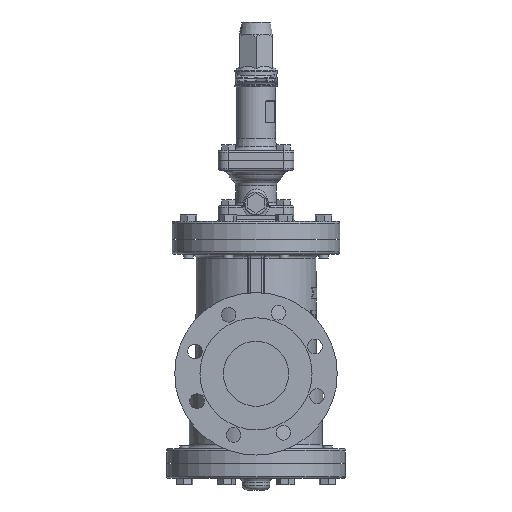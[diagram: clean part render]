
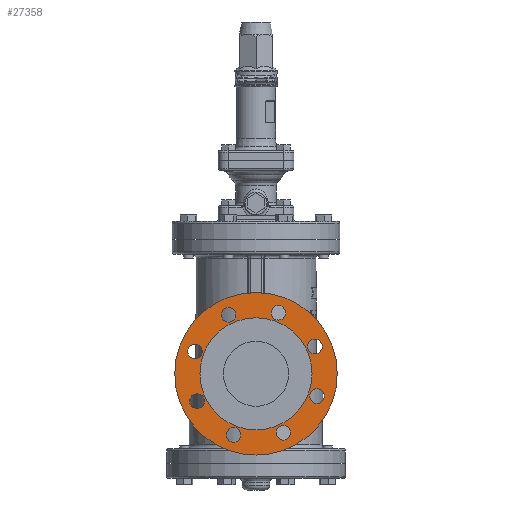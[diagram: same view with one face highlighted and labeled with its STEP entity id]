
A CAD part, left-side view. The second image highlights one B-rep face of the part: STEP entity #27358.
In plain terms, the highlighted planar face has unit normal (-1, 0, 0).
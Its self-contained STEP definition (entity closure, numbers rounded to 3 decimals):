
#27120=CARTESIAN_POINT('',(-152.0,0.,100.0));
#27121=VERTEX_POINT('',#27120);
#27122=CARTESIAN_POINT('',(-152.0,0.0,0.0));
#27123=DIRECTION('',(1.0,0.0,0.0));
#27124=DIRECTION('',(0.0,-1.0,0.0));
#27125=AXIS2_PLACEMENT_3D('',#27122,#27123,#27124);
#27126=CIRCLE('',#27125,100.0);
#27127=EDGE_CURVE('',#27121,#27121,#27126,.T.);
#27140=CARTESIAN_POINT('',(-152.0,39.989,78.954));
#27141=VERTEX_POINT('',#27140);
#27142=CARTESIAN_POINT('',(-152.0,33.625,72.59));
#27143=DIRECTION('',(1.0,0.0,0.0));
#27144=DIRECTION('',(0.0,-0.707,-0.707));
#27145=AXIS2_PLACEMENT_3D('',#27142,#27143,#27144);
#27146=CIRCLE('',#27145,9.0);
#27147=EDGE_CURVE('',#27141,#27141,#27146,.T.);
#27160=CARTESIAN_POINT('',(-152.0,84.106,27.553));
#27161=VERTEX_POINT('',#27160);
#27162=CARTESIAN_POINT('',(-152.0,75.106,27.553));
#27163=DIRECTION('',(1.0,0.0,0.0));
#27164=DIRECTION('',(0.0,-1.0,0.0));
#27165=AXIS2_PLACEMENT_3D('',#27162,#27163,#27164);
#27166=CIRCLE('',#27165,9.0);
#27167=EDGE_CURVE('',#27161,#27161,#27166,.T.);
#27180=CARTESIAN_POINT('',(-152.0,78.954,-39.989));
#27181=VERTEX_POINT('',#27180);
#27182=CARTESIAN_POINT('',(-152.0,72.59,-33.625));
#27183=DIRECTION('',(1.0,0.0,0.0));
#27184=DIRECTION('',(0.0,-0.707,0.707));
#27185=AXIS2_PLACEMENT_3D('',#27182,#27183,#27184);
#27186=CIRCLE('',#27185,9.0);
#27187=EDGE_CURVE('',#27181,#27181,#27186,.T.);
#27200=CARTESIAN_POINT('',(-152.0,27.553,-84.106));
#27201=VERTEX_POINT('',#27200);
#27202=CARTESIAN_POINT('',(-152.0,27.553,-75.106));
#27203=DIRECTION('',(1.0,0.0,0.0));
#27204=DIRECTION('',(0.0,0.0,1.0));
#27205=AXIS2_PLACEMENT_3D('',#27202,#27203,#27204);
#27206=CIRCLE('',#27205,9.0);
#27207=EDGE_CURVE('',#27201,#27201,#27206,.T.);
#27220=CARTESIAN_POINT('',(-152.0,-39.989,-78.954));
#27221=VERTEX_POINT('',#27220);
#27222=CARTESIAN_POINT('',(-152.0,-33.625,-72.59));
#27223=DIRECTION('',(1.0,0.0,0.0));
#27224=DIRECTION('',(0.0,0.707,0.707));
#27225=AXIS2_PLACEMENT_3D('',#27222,#27223,#27224);
#27226=CIRCLE('',#27225,9.0);
#27227=EDGE_CURVE('',#27221,#27221,#27226,.T.);
#27240=CARTESIAN_POINT('',(-152.0,-84.106,-27.553));
#27241=VERTEX_POINT('',#27240);
#27242=CARTESIAN_POINT('',(-152.0,-75.106,-27.553));
#27243=DIRECTION('',(1.0,0.0,0.0));
#27244=DIRECTION('',(0.0,1.0,0.0));
#27245=AXIS2_PLACEMENT_3D('',#27242,#27243,#27244);
#27246=CIRCLE('',#27245,9.0);
#27247=EDGE_CURVE('',#27241,#27241,#27246,.T.);
#27260=CARTESIAN_POINT('',(-152.0,-78.954,39.989));
#27261=VERTEX_POINT('',#27260);
#27262=CARTESIAN_POINT('',(-152.0,-72.59,33.625));
#27263=DIRECTION('',(1.0,0.0,0.0));
#27264=DIRECTION('',(0.0,0.707,-0.707));
#27265=AXIS2_PLACEMENT_3D('',#27262,#27263,#27264);
#27266=CIRCLE('',#27265,9.0);
#27267=EDGE_CURVE('',#27261,#27261,#27266,.T.);
#27280=CARTESIAN_POINT('',(-152.0,-27.553,84.106));
#27281=VERTEX_POINT('',#27280);
#27282=CARTESIAN_POINT('',(-152.0,-27.553,75.106));
#27283=DIRECTION('',(1.0,0.0,0.0));
#27284=DIRECTION('',(0.0,0.0,-1.0));
#27285=AXIS2_PLACEMENT_3D('',#27282,#27283,#27284);
#27286=CIRCLE('',#27285,9.0);
#27287=EDGE_CURVE('',#27281,#27281,#27286,.T.);
#27300=CARTESIAN_POINT('',(-152.0,0.,69.0));
#27301=VERTEX_POINT('',#27300);
#27302=CARTESIAN_POINT('',(-152.0,0.0,0.0));
#27303=DIRECTION('',(-1.0,0.0,0.0));
#27304=DIRECTION('',(0.0,0.0,-1.0));
#27305=AXIS2_PLACEMENT_3D('',#27302,#27303,#27304);
#27306=CIRCLE('',#27305,69.0);
#27307=EDGE_CURVE('',#27301,#27301,#27306,.T.);
#27323=CARTESIAN_POINT('',(-152.0,0.0,0.0));
#27324=DIRECTION('',(1.0,0.0,0.0));
#27325=DIRECTION('',(0.0,0.0,-1.0));
#27326=AXIS2_PLACEMENT_3D('',#27323,#27324,#27325);
#27327=PLANE('',#27326);
#27328=ORIENTED_EDGE('',*,*,#27127,.F.);
#27329=EDGE_LOOP('',(#27328));
#27330=FACE_OUTER_BOUND('',#27329,.T.);
#27331=ORIENTED_EDGE('',*,*,#27147,.T.);
#27332=EDGE_LOOP('',(#27331));
#27333=FACE_BOUND('',#27332,.T.);
#27334=ORIENTED_EDGE('',*,*,#27167,.T.);
#27335=EDGE_LOOP('',(#27334));
#27336=FACE_BOUND('',#27335,.T.);
#27337=ORIENTED_EDGE('',*,*,#27187,.T.);
#27338=EDGE_LOOP('',(#27337));
#27339=FACE_BOUND('',#27338,.T.);
#27340=ORIENTED_EDGE('',*,*,#27207,.T.);
#27341=EDGE_LOOP('',(#27340));
#27342=FACE_BOUND('',#27341,.T.);
#27343=ORIENTED_EDGE('',*,*,#27227,.T.);
#27344=EDGE_LOOP('',(#27343));
#27345=FACE_BOUND('',#27344,.T.);
#27346=ORIENTED_EDGE('',*,*,#27247,.T.);
#27347=EDGE_LOOP('',(#27346));
#27348=FACE_BOUND('',#27347,.T.);
#27349=ORIENTED_EDGE('',*,*,#27267,.T.);
#27350=EDGE_LOOP('',(#27349));
#27351=FACE_BOUND('',#27350,.T.);
#27352=ORIENTED_EDGE('',*,*,#27287,.T.);
#27353=EDGE_LOOP('',(#27352));
#27354=FACE_BOUND('',#27353,.T.);
#27355=ORIENTED_EDGE('',*,*,#27307,.F.);
#27356=EDGE_LOOP('',(#27355));
#27357=FACE_BOUND('',#27356,.T.);
#27358=ADVANCED_FACE('',(#27330,#27333,#27336,#27339,#27342,#27345,#27348,#27351,#27354,#27357),#27327,.F.);
